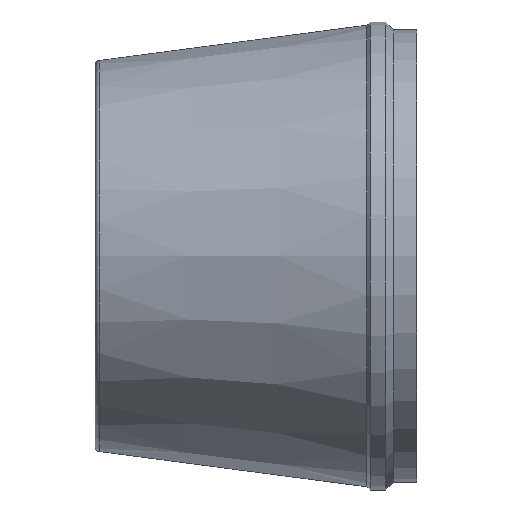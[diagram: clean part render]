
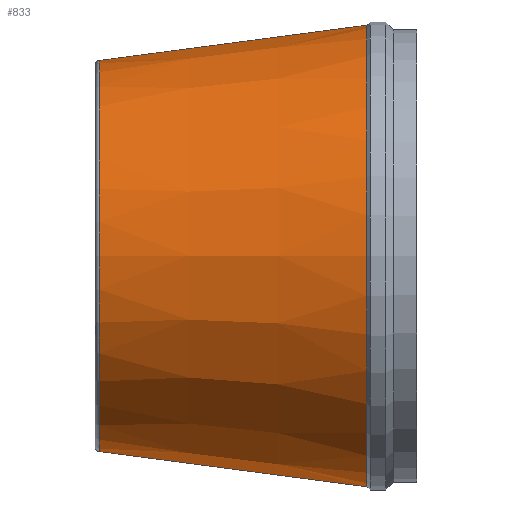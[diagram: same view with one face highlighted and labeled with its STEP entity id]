
A CAD part, top view. The second image highlights one B-rep face of the part: STEP entity #833.
In plain terms, the highlighted conical face has half-angle 7.5 degrees and reference radius 13.664 mm.
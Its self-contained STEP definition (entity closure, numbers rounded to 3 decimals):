
#83=CARTESIAN_POINT('',(-20.369,0.,0.));
#84=DIRECTION('',(-1.,0.,0.));
#85=DIRECTION('',(0.,-1.,0.));
#86=AXIS2_PLACEMENT_3D('',#83,#84,#85);
#88=CARTESIAN_POINT('',(-3.206,0.,0.));
#89=DIRECTION('',(1.,0.,0.));
#90=DIRECTION('',(0.,1.,0.));
#91=AXIS2_PLACEMENT_3D('',#88,#89,#90);
#314=DIRECTION('',(-0.991,0.131,0.));
#315=VECTOR('',#314,17.311);
#316=CARTESIAN_POINT('',(-3.206,-14.794,0.));
#317=LINE('',#316,#315);
#323=DIRECTION('',(-0.991,-0.131,0.));
#324=VECTOR('',#323,17.311);
#325=CARTESIAN_POINT('',(-3.206,14.794,0.));
#326=LINE('',#325,#324);
#549=CARTESIAN_POINT('',(-3.206,14.794,0.));
#550=VERTEX_POINT('',#549);
#563=CARTESIAN_POINT('',(-3.206,-14.794,0.));
#564=VERTEX_POINT('',#563);
#685=CARTESIAN_POINT('',(-20.369,12.534,0.));
#686=CARTESIAN_POINT('',(-20.369,-12.534,0.));
#687=VERTEX_POINT('',#685);
#688=VERTEX_POINT('',#686);
#819=CARTESIAN_POINT('',(-11.788,0.,0.));
#820=DIRECTION('',(1.,0.,0.));
#821=DIRECTION('',(0.,-1.,0.));
#822=AXIS2_PLACEMENT_3D('',#819,#820,#821);
#823=CONICAL_SURFACE('',#822,13.664,7.5);
#825=ORIENTED_EDGE('',*,*,#824,.T.);
#827=ORIENTED_EDGE('',*,*,#826,.F.);
#828=ORIENTED_EDGE('',*,*,#814,.T.);
#830=ORIENTED_EDGE('',*,*,#829,.T.);
#831=EDGE_LOOP('',(#825,#827,#828,#830));
#832=FACE_OUTER_BOUND('',#831,.F.);
#833=ADVANCED_FACE('',(#832),#823,.T.);
#87=CIRCLE('',#86,12.534);
#92=CIRCLE('',#91,14.794);
#814=EDGE_CURVE('',#550,#564,#92,.T.);
#824=EDGE_CURVE('',#688,#687,#87,.T.);
#826=EDGE_CURVE('',#550,#687,#326,.T.);
#829=EDGE_CURVE('',#564,#688,#317,.T.);
